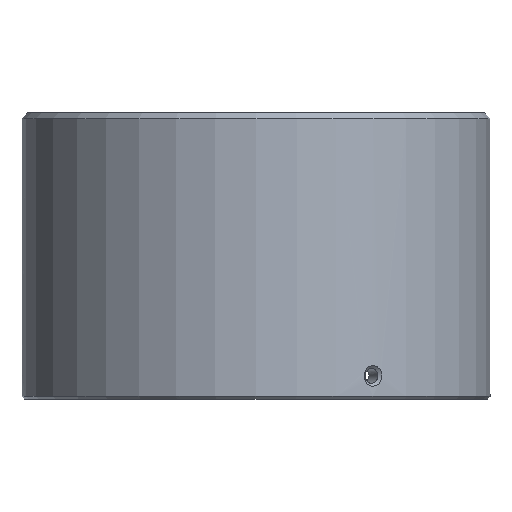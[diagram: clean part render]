
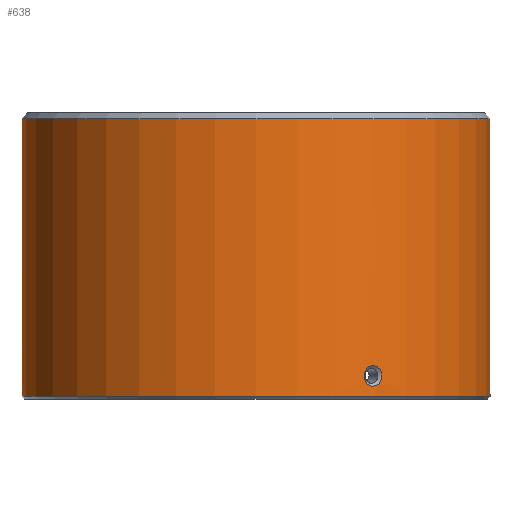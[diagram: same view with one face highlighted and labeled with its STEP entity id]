
A CAD part, left-side view. The second image highlights one B-rep face of the part: STEP entity #638.
In plain terms, the highlighted cylindrical face has radius 40 mm (diameter 80 mm), a full revolution.
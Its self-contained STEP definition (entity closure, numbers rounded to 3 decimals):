
#136=B_SPLINE_CURVE_WITH_KNOTS('',3,(#982,#983,#984,#985,#986,#987,#988,
#989,#990,#991,#992,#993,#994,#995,#996,#997,#998,#999,#1000),
 .UNSPECIFIED.,.T.,.F.,(1,1,1,1,1,1,1,1,1,1,1,1,1,1,1,1,1,1,1,1,1,1,1),
(-0.194,-0.132,-0.066,0.,0.059,
0.119,0.181,0.243,0.306,0.368,0.431,0.493,
0.556,0.618,0.681,0.743,0.806,
0.868,0.934,1.,1.059,1.119,1.181),
 .UNSPECIFIED.);
#137=B_SPLINE_CURVE_WITH_KNOTS('',3,(#1002,#1003,#1004,#1005,#1006,#1007,
#1008,#1009,#1010,#1011,#1012,#1013,#1014,#1015,#1016,#1017,#1018,#1019,
#1020,#1021),.UNSPECIFIED.,.T.,.F.,(1,1,1,1,1,1,1,1,1,1,1,1,1,1,1,1,1,1,
1,1,1,1,1,1),(-0.187,-0.127,-0.064,
0.,0.016,0.075,0.134,0.195,
0.256,0.318,0.379,0.441,
0.502,0.516,0.632,0.692,
0.752,0.813,0.873,0.936,
1.,1.016,1.075,1.134),.UNSPECIFIED.);
#138=B_SPLINE_CURVE_WITH_KNOTS('',3,(#1023,#1024,#1025,#1026,#1027,#1028,
#1029,#1030,#1031,#1032,#1033,#1034,#1035,#1036,#1037,#1038,#1039,#1040,
#1041),.UNSPECIFIED.,.T.,.F.,(1,1,1,1,1,1,1,1,1,1,1,1,1,1,1,1,1,1,1,1,1,
1,1),(-0.194,-0.132,-0.066,0.,0.059,
0.119,0.181,0.243,0.306,0.368,0.431,0.493,
0.556,0.618,0.681,0.743,0.806,
0.868,0.934,1.,1.059,1.119,1.181),
 .UNSPECIFIED.);
#144=CYLINDRICAL_SURFACE('',#692,40.);
#158=ORIENTED_EDGE('',*,*,#332,.T.);
#159=ORIENTED_EDGE('',*,*,#333,.T.);
#160=ORIENTED_EDGE('',*,*,#334,.T.);
#161=ORIENTED_EDGE('',*,*,#335,.T.);
#162=ORIENTED_EDGE('',*,*,#336,.T.);
#332=EDGE_CURVE('',#419,#419,#136,.T.);
#333=EDGE_CURVE('',#420,#420,#137,.T.);
#334=EDGE_CURVE('',#421,#421,#138,.T.);
#335=EDGE_CURVE('',#422,#422,#480,.T.);
#336=EDGE_CURVE('',#423,#423,#481,.T.);
#419=VERTEX_POINT('',#1001);
#420=VERTEX_POINT('',#1022);
#421=VERTEX_POINT('',#1042);
#422=VERTEX_POINT('',#1044);
#423=VERTEX_POINT('',#1046);
#480=CIRCLE('',#693,40.);
#481=CIRCLE('',#694,40.);
#508=EDGE_LOOP('',(#158));
#509=EDGE_LOOP('',(#159));
#510=EDGE_LOOP('',(#160));
#511=EDGE_LOOP('',(#161));
#512=EDGE_LOOP('',(#162));
#564=FACE_BOUND('',#508,.T.);
#565=FACE_BOUND('',#509,.T.);
#566=FACE_BOUND('',#510,.T.);
#567=FACE_BOUND('',#511,.T.);
#568=FACE_BOUND('',#512,.T.);
#638=ADVANCED_FACE('',(#564,#565,#566,#567,#568),#144,.T.);
#692=AXIS2_PLACEMENT_3D('',#981,#759,#760);
#693=AXIS2_PLACEMENT_3D('',#1043,#761,#762);
#694=AXIS2_PLACEMENT_3D('',#1045,#763,#764);
#759=DIRECTION('',(0.,0.,-1.));
#760=DIRECTION('',(0.,1.,0.));
#761=DIRECTION('',(0.,0.,1.));
#762=DIRECTION('',(0.,-1.,0.));
#763=DIRECTION('',(0.,0.,-1.));
#764=DIRECTION('',(0.,1.,0.));
#981=CARTESIAN_POINT('',(0.,0.,152.5));
#982=CARTESIAN_POINT('',(35.084,-19.215,105.928));
#983=CARTESIAN_POINT('',(34.752,-19.812,105.722));
#984=CARTESIAN_POINT('',(34.402,-20.411,105.763));
#985=CARTESIAN_POINT('',(34.094,-20.921,106.067));
#986=CARTESIAN_POINT('',(33.84,-21.328,106.577));
#987=CARTESIAN_POINT('',(33.722,-21.513,107.226));
#988=CARTESIAN_POINT('',(33.733,-21.497,107.939));
#989=CARTESIAN_POINT('',(33.895,-21.241,108.554));
#990=CARTESIAN_POINT('',(34.169,-20.799,109.049));
#991=CARTESIAN_POINT('',(34.504,-20.24,109.27));
#992=CARTESIAN_POINT('',(34.862,-19.617,109.251));
#993=CARTESIAN_POINT('',(35.16,-19.076,108.944));
#994=CARTESIAN_POINT('',(35.391,-18.642,108.424));
#995=CARTESIAN_POINT('',(35.492,-18.448,107.773));
#996=CARTESIAN_POINT('',(35.483,-18.465,107.06));
#997=CARTESIAN_POINT('',(35.34,-18.738,106.435));
#998=CARTESIAN_POINT('',(35.084,-19.215,105.928));
#999=CARTESIAN_POINT('',(34.752,-19.812,105.722));
#1000=CARTESIAN_POINT('',(34.402,-20.411,105.763));
#1001=CARTESIAN_POINT('',(34.735,-19.836,105.76));
#1002=CARTESIAN_POINT('',(-0.876,39.992,105.92));
#1003=CARTESIAN_POINT('',(-0.363,39.999,105.767));
#1004=CARTESIAN_POINT('',(0.146,40.001,105.739));
#1005=CARTESIAN_POINT('',(0.649,39.996,105.823));
#1006=CARTESIAN_POINT('',(1.199,39.983,106.173));
#1007=CARTESIAN_POINT('',(1.625,39.967,106.722));
#1008=CARTESIAN_POINT('',(1.785,39.96,107.37));
#1009=CARTESIAN_POINT('',(1.709,39.964,108.072));
#1010=CARTESIAN_POINT('',(1.374,39.977,108.648));
#1011=CARTESIAN_POINT('',(0.827,39.993,109.102));
#1012=CARTESIAN_POINT('',(0.347,39.999,109.236));
#1013=CARTESIAN_POINT('',(-0.372,40.001,109.271));
#1014=CARTESIAN_POINT('',(-1.048,39.989,109.015));
#1015=CARTESIAN_POINT('',(-1.607,39.968,108.308));
#1016=CARTESIAN_POINT('',(-1.78,39.96,107.674));
#1017=CARTESIAN_POINT('',(-1.725,39.963,106.986));
#1018=CARTESIAN_POINT('',(-1.409,39.976,106.396));
#1019=CARTESIAN_POINT('',(-0.876,39.992,105.92));
#1020=CARTESIAN_POINT('',(-0.363,39.999,105.767));
#1021=CARTESIAN_POINT('',(0.146,40.001,105.739));
#1022=CARTESIAN_POINT('',(-0.189,40.,105.76));
#1023=CARTESIAN_POINT('',(-34.183,-20.776,105.928));
#1024=CARTESIAN_POINT('',(-34.533,-20.19,105.722));
#1025=CARTESIAN_POINT('',(-34.878,-19.587,105.763));
#1026=CARTESIAN_POINT('',(-35.165,-19.065,106.067));
#1027=CARTESIAN_POINT('',(-35.391,-18.642,106.577));
#1028=CARTESIAN_POINT('',(-35.492,-18.448,107.226));
#1029=CARTESIAN_POINT('',(-35.483,-18.465,107.939));
#1030=CARTESIAN_POINT('',(-35.343,-18.733,108.554));
#1031=CARTESIAN_POINT('',(-35.097,-19.191,109.049));
#1032=CARTESIAN_POINT('',(-34.78,-19.761,109.27));
#1033=CARTESIAN_POINT('',(-34.42,-20.382,109.251));
#1034=CARTESIAN_POINT('',(-34.1,-20.912,108.944));
#1035=CARTESIAN_POINT('',(-33.84,-21.328,108.424));
#1036=CARTESIAN_POINT('',(-33.722,-21.513,107.773));
#1037=CARTESIAN_POINT('',(-33.733,-21.497,107.06));
#1038=CARTESIAN_POINT('',(-33.898,-21.236,106.435));
#1039=CARTESIAN_POINT('',(-34.183,-20.776,105.928));
#1040=CARTESIAN_POINT('',(-34.533,-20.19,105.722));
#1041=CARTESIAN_POINT('',(-34.878,-19.587,105.763));
#1042=CARTESIAN_POINT('',(-34.546,-20.164,105.76));
#1043=CARTESIAN_POINT('',(0.,0.,104.));
#1044=CARTESIAN_POINT('',(0.,-40.,104.));
#1045=CARTESIAN_POINT('',(0.,0.,151.5));
#1046=CARTESIAN_POINT('',(0.,40.,151.5));
